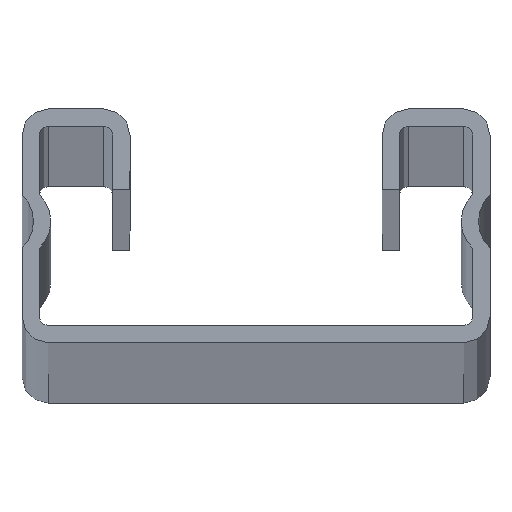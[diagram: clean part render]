
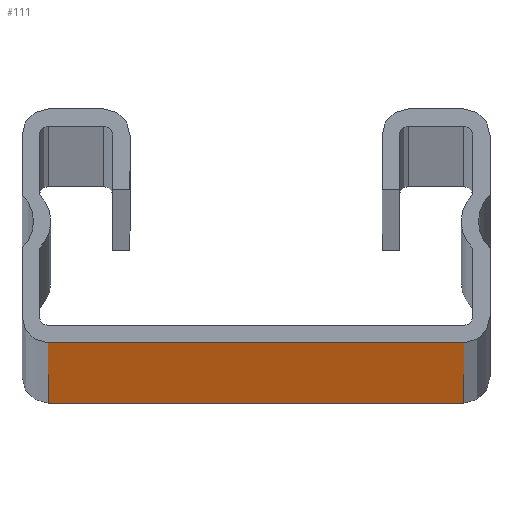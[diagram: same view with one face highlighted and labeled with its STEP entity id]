
A CAD part, top view. The second image highlights one B-rep face of the part: STEP entity #111.
In plain terms, the highlighted planar face has unit normal (0, -1, 0).
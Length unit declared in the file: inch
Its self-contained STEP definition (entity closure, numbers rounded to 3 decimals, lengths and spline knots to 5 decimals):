
#111=ADVANCED_FACE('',(#235),#236,.T.);
#235=FACE_OUTER_BOUND('',#369,.T.);
#236=PLANE('',#370);
#369=EDGE_LOOP('',(#607,#608,#609,#610));
#370=AXIS2_PLACEMENT_3D('',#611,#612,#613);
#607=ORIENTED_EDGE('',*,*,#938,.T.);
#608=ORIENTED_EDGE('',*,*,#939,.F.);
#609=ORIENTED_EDGE('',*,*,#940,.F.);
#610=ORIENTED_EDGE('',*,*,#941,.T.);
#611=CARTESIAN_POINT('',(0.8125,0.,0.0));
#612=DIRECTION('',(0.0,-1.0,0.0));
#613=DIRECTION('',(1.0,0.0,-0.0));
#938=EDGE_CURVE('',#1165,#1166,#1167,.T.);
#939=EDGE_CURVE('',#1168,#1166,#1169,.T.);
#940=EDGE_CURVE('',#1170,#1168,#1171,.T.);
#941=EDGE_CURVE('',#1170,#1165,#1172,.T.);
#1165=VERTEX_POINT('',#1468);
#1166=VERTEX_POINT('',#1469);
#1167=LINE('',#1470,#1471);
#1168=VERTEX_POINT('',#1472);
#1169=LINE('',#1473,#1474);
#1170=VERTEX_POINT('',#1475);
#1171=LINE('',#1476,#1477);
#1172=LINE('',#1478,#1479);
#1468=CARTESIAN_POINT('',(1.53375,0.,120.0));
#1469=CARTESIAN_POINT('',(0.09125,0.,120.0));
#1470=CARTESIAN_POINT('',(1.53375,0.,120.0));
#1471=VECTOR('',#1676,1.0);
#1472=CARTESIAN_POINT('',(0.09125,0.,0.0));
#1473=CARTESIAN_POINT('',(0.09125,0.,0.0));
#1474=VECTOR('',#1677,1.0);
#1475=CARTESIAN_POINT('',(1.53375,0.,0.0));
#1476=CARTESIAN_POINT('',(1.53375,0.,0.0));
#1477=VECTOR('',#1678,1.0);
#1478=CARTESIAN_POINT('',(1.53375,0.,0.0));
#1479=VECTOR('',#1679,1.0);
#1676=DIRECTION('',(-1.0,0.0,0.0));
#1677=DIRECTION('',(0.0,0.0,1.0));
#1678=DIRECTION('',(-1.0,0.0,0.0));
#1679=DIRECTION('',(0.0,0.0,1.0));
